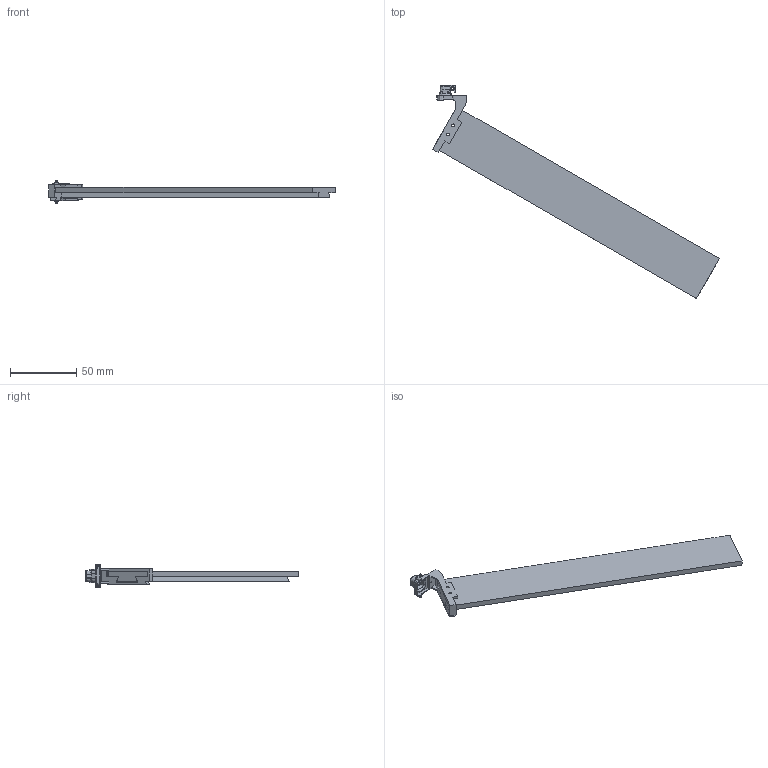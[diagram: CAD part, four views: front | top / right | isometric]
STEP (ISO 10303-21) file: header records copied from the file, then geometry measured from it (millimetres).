
FILE_DESCRIPTION(/* description */ (''),/* implementation_level */ '2;1');
FILE_NAME(/* name */ 'Patch Clamping Clamp RNEL.step',/* time_stamp */ '2019-04-17T16:51:59-05:00',/* author */ ('savva.morozov'),/* organization */ (''),/* preprocessor_version */ 'ST-DEVELOPER v18',/* originating_system */ 'Autodesk Translation Framework v8.2.0.1029',/* authorisation */ '');
FILE_SCHEMA (('AUTOMOTIVE_DESIGN { 1 0 10303 214 3 1 1 }'));
Length unit declared in the file: millimetre
Products named in the file (2): Clamp: for Patch Clamping _ angled; Savva's top v23
Bounding box: 217.34 x 161.47 x 17 mm (x, y, z)
Volume: 49856.8 mm3; surface area: 25240.4 mm2
Topology: 3 solids, 3 shells, 232 faces, 671 edges, 442 vertices
Faces by surface type: plane 146, bspline 60, cylinder 26
Full cylindrical faces by diameter (mm): 0.85 x3, 1.95 x2, 2.15 x6, 2.8 x1
Entity records: 10527 total; most frequent: CARTESIAN_POINT 4891, ORIENTED_EDGE 1342, DIRECTION 851, EDGE_CURVE 671, VERTEX_POINT 442, LINE 397, VECTOR 397, EDGE_LOOP 258
